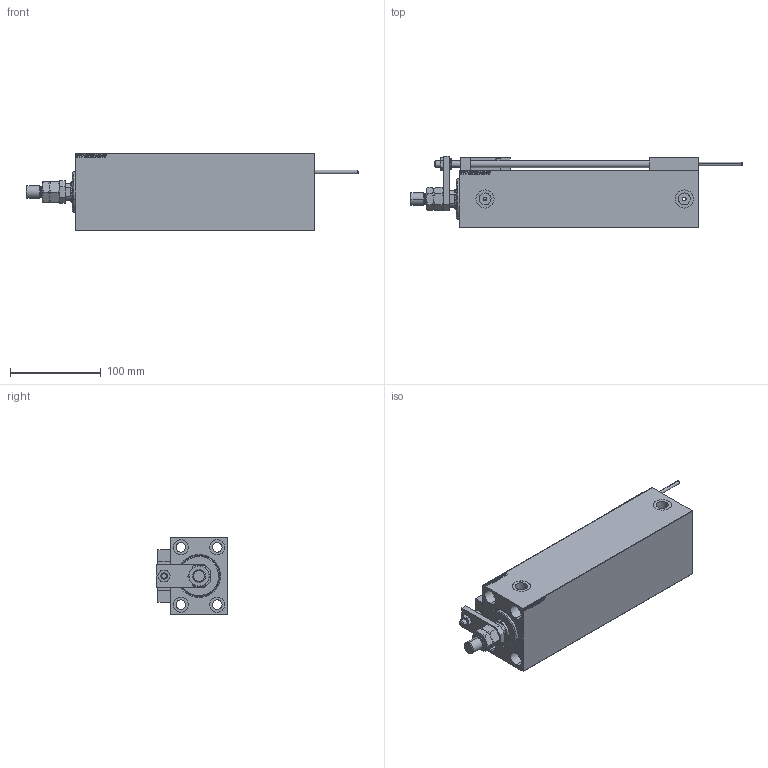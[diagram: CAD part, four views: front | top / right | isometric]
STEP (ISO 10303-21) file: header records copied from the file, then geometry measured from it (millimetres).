
FILE_DESCRIPTION (( 'STEP AP203' ), '1' );
FILE_NAME ('ed13.STEP', '2021-11-01T15:01:34', ( '' ), ( '' ), 'SwSTEP 2.0', 'SolidWorks 2019', '' );
FILE_SCHEMA (( 'CONFIG_CONTROL_DESIGN' ));
Length unit declared in the file: millimetre
Products named in the file (16): V450CM_C_VCP 859b292c013960854e86da7b7222f333; X_Y_MTA 859b292c013960854e86da7b7222f333; ALLEN BOLT D8 859b292c013960854e86da7b7222f333; NUT_D12 859b292c013960854e86da7b7222f333; MAGNET 859b292c013960854e86da7b7222f333; ALLEN BOLT D5 859b292c013960854e86da7b7222f333; ZARAZKA 859b292c013960854e86da7b7222f333; KONCOVKA 859b292c013960854e86da7b7222f333; V450CM_C 859b292c013960854e86da7b7222f333; V450CM_VC_B 859b292c013960854e86da7b7222f333; SWITCH X 859b292c013960854e86da7b7222f333; TYC_L79 859b292c013960854e86da7b7222f333; ed13; Block 859b292c013960854e86da7b7222f333; SWITCH_X_FRONT_BACK 859b292c013960854e86da7b7222f333; SWITCH DIM B,W 859b292c013960854e86da7b7222f333
Assembly tree (25 placements, depth 3):
  ed13
    V450CM_C 859b292c013960854e86da7b7222f333
    SWITCH X 859b292c013960854e86da7b7222f333
      SWITCH_X_FRONT_BACK 859b292c013960854e86da7b7222f333  x2
      TYC_L79 859b292c013960854e86da7b7222f333
      Block 859b292c013960854e86da7b7222f333  x2
      ALLEN BOLT D5 859b292c013960854e86da7b7222f333  x4
      ALLEN BOLT D8 859b292c013960854e86da7b7222f333  x4
      MAGNET 859b292c013960854e86da7b7222f333  x2
      KONCOVKA 859b292c013960854e86da7b7222f333  x2
    NUT_D12 859b292c013960854e86da7b7222f333
    SWITCH DIM B,W 859b292c013960854e86da7b7222f333
    ZARAZKA 859b292c013960854e86da7b7222f333
    V450CM_C_VCP 859b292c013960854e86da7b7222f333
    V450CM_VC_B 859b292c013960854e86da7b7222f333
    X_Y_MTA 859b292c013960854e86da7b7222f333
Bounding box: 365 x 78.5 x 85 mm (x, y, z)
Volume: 1361522.8 mm3; surface area: 181728.7 mm2
Topology: 24 solids, 24 shells, 1345 faces, 3200 edges, 2037 vertices
Faces by surface type: plane 579, bspline 380, cylinder 202, cone 134, torus 46, sphere 4
Entity records: 52270 total; most frequent: CARTESIAN_POINT 26616, ORIENTED_EDGE 5420, DIRECTION 3722, EDGE_CURVE 2710, VERTEX_POINT 1761, LINE 1516, VECTOR 1516, EDGE_LOOP 1263
